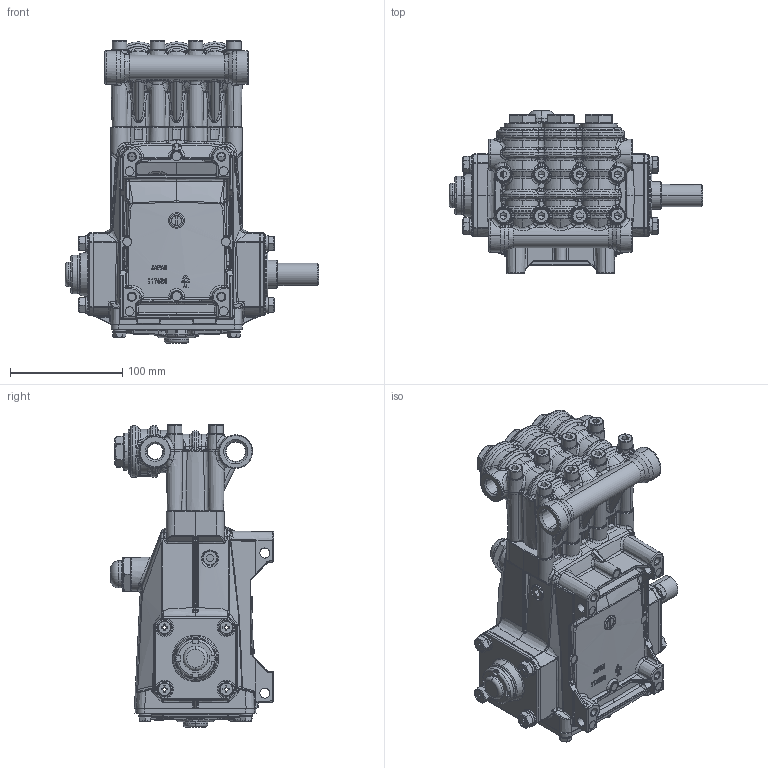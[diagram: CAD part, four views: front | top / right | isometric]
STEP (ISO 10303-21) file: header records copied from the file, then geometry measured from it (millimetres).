
FILE_DESCRIPTION (( 'STEP AP203' ), '1' );
FILE_NAME ('5CP4120CSS.STEP', '2015-01-16T14:43:47', ( 'IT' ), ( 'Microsoft' ), 'SwSTEP 2.0', 'SolidWorks 2014', '' );
FILE_SCHEMA (( 'CONFIG_CONTROL_DESIGN' ));
Products named in the file (1): 5CP4120CSS
Bounding box: 226.5 x 146.12 x 270 mm (x, y, z)
Surface area: 221523.4 mm2 (no closed solid volume)
Topology: 0 solids, 65 shells, 3561 faces, 10642 edges, 6857 vertices
Faces by surface type: bspline 1489, plane 852, cylinder 605, cone 380, torus 142, sphere 93
Entity records: 235111 total; most frequent: CARTESIAN_POINT 156934, ORIENTED_EDGE 18273, DIRECTION 11748, EDGE_CURVE 10535, VERTEX_POINT 6842, B_SPLINE_CURVE_WITH_KNOTS 4722, AXIS2_PLACEMENT_3D 4689, EDGE_LOOP 3773
